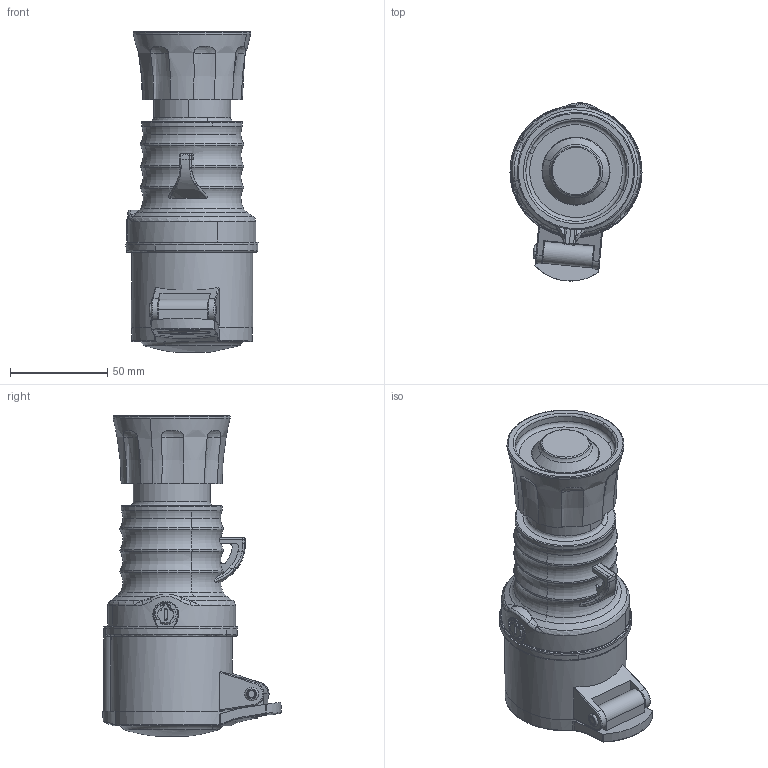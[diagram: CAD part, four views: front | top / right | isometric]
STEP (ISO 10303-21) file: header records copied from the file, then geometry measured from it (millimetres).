
FILE_DESCRIPTION((''),'2;1');
FILE_NAME('GW62009H_SW0002','2020-05-21T21:33:33',('user'),('Technoprobe spa'),'CREO PARAMETRIC BY PTC INC, 2019471','CREO PARAMETRIC BY PTC INC, 2019471','');
FILE_SCHEMA(('CONFIG_CONTROL_DESIGN'));
Length unit declared in the file: millimetre
Products named in the file (1): GW62009H_SW0002
Bounding box: 67.97 x 91.73 x 165.15 mm (x, y, z)
Volume: 417907.2 mm3; surface area: 43761 mm2
Topology: 1 solids, 1 shells, 349 faces, 919 edges, 574 vertices
Faces by surface type: bspline 89, plane 86, torus 61, cylinder 57, cone 51, sphere 5
Entity records: 17616 total; most frequent: CARTESIAN_POINT 9672, ORIENTED_EDGE 1826, DIRECTION 1420, EDGE_CURVE 913, AXIS2_PLACEMENT_3D 590, VERTEX_POINT 574, EDGE_LOOP 365, FACE_OUTER_BOUND 349
